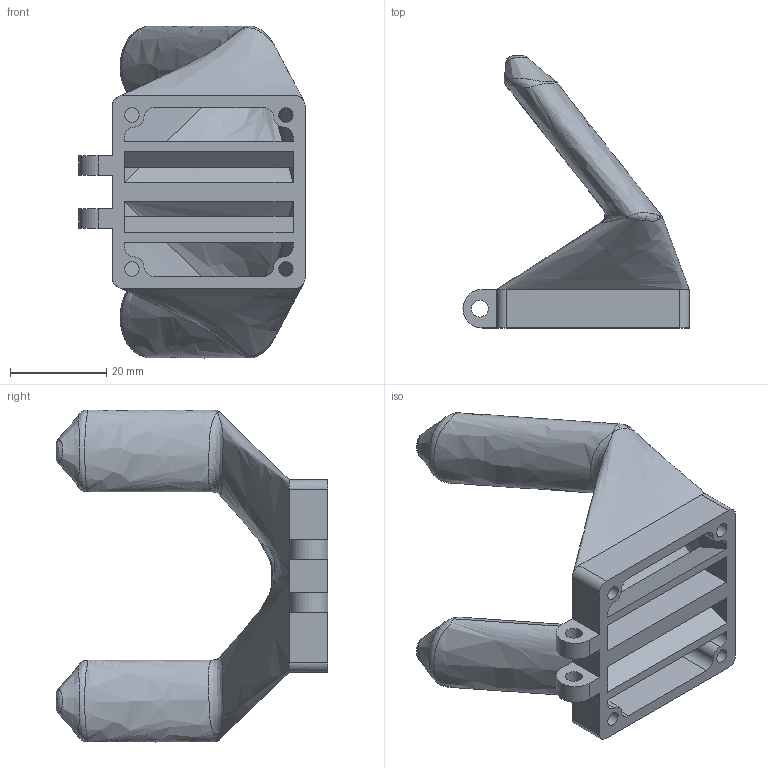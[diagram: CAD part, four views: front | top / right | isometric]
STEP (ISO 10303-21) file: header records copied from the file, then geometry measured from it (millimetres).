
FILE_DESCRIPTION(/* description */ (''),/* implementation_level */ '2;1');
FILE_NAME(/* name */ 'Layer Fan Duct.stp',/* time_stamp */ '2019-04-07T05:34:15+01:00',/* author */ ('Ax'),/* organization */ (''),/* preprocessor_version */ 'ST-DEVELOPER v17.2',/* originating_system */ 'Autodesk Inventor 2019',/* authorisation */ '');
FILE_SCHEMA (('AUTOMOTIVE_DESIGN { 1 0 10303 214 3 1 1 }'));
Length unit declared in the file: millimetre
Products named in the file (1): Fan Duct_
Bounding box: 47 x 56.5 x 69 mm (x, y, z)
Volume: 15175.3 mm3; surface area: 17580.9 mm2
Topology: 1 solids, 1 shells, 108 faces, 347 edges, 225 vertices
Faces by surface type: plane 49, cylinder 32, bspline 27
Full cylindrical faces by diameter (mm): 3 x4, 3.5 x2
Entity records: 8298 total; most frequent: CARTESIAN_POINT 5529, ORIENTED_EDGE 678, DIRECTION 426, EDGE_CURVE 339, VERTEX_POINT 225, AXIS2_PLACEMENT_3D 157, B_SPLINE_CURVE_WITH_KNOTS 152, EDGE_LOOP 120
